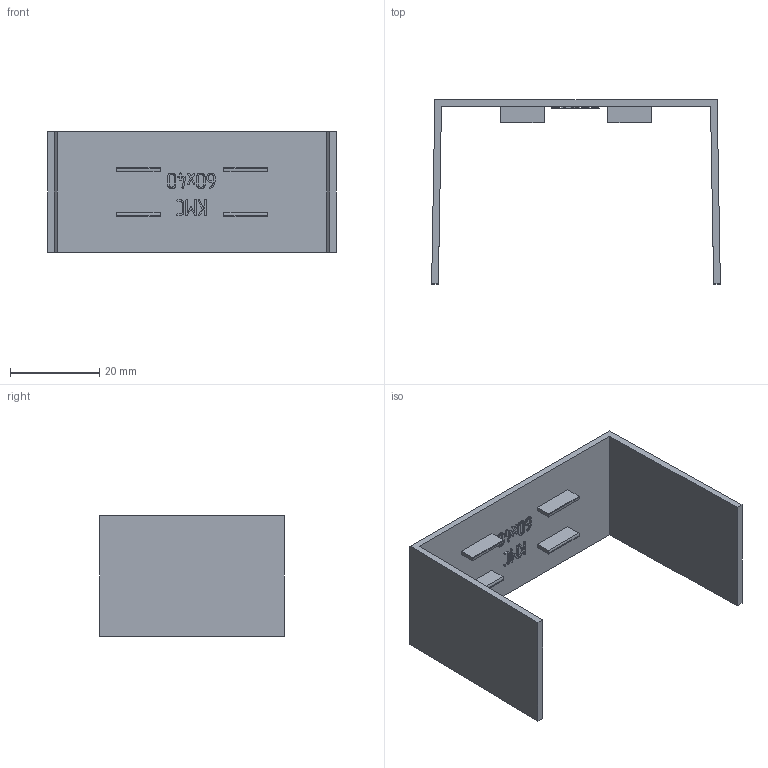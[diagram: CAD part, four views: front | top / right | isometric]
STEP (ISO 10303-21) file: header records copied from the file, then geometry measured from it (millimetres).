
FILE_DESCRIPTION (( 'STEP AP214' ), '1' );
FILE_NAME ('ÊÌÑ 60õ40_èçì.1.STEP', '2016-06-22T13:35:16', ( '' ), ( '' ), 'SwSTEP 2.0', 'SolidWorks 2014', '' );
FILE_SCHEMA (( 'AUTOMOTIVE_DESIGN' ));
Length unit declared in the file: millimetre
Products named in the file (1): ÊÌÑ 60õ40_èçì.1
Bounding box: 64.64 x 41.2 x 27 mm (x, y, z)
Volume: 5897 mm3; surface area: 8568.8 mm2
Topology: 1 solids, 1 shells, 247 faces, 675 edges, 450 vertices
Faces by surface type: plane 158, bspline 85, cylinder 4
Entity records: 10381 total; most frequent: CARTESIAN_POINT 4690, ORIENTED_EDGE 1350, DIRECTION 823, EDGE_CURVE 675, LINE 497, VECTOR 497, VERTEX_POINT 450, EDGE_LOOP 267
